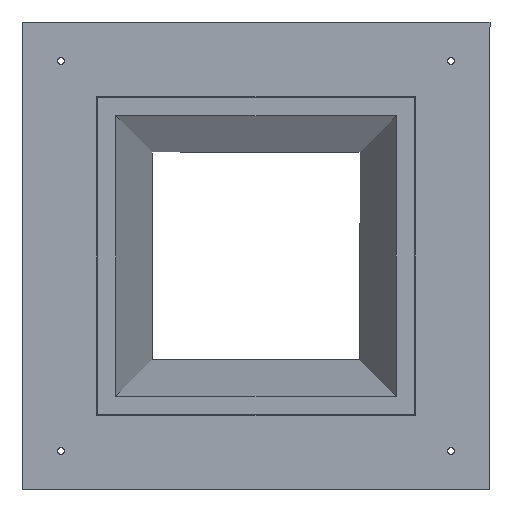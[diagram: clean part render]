
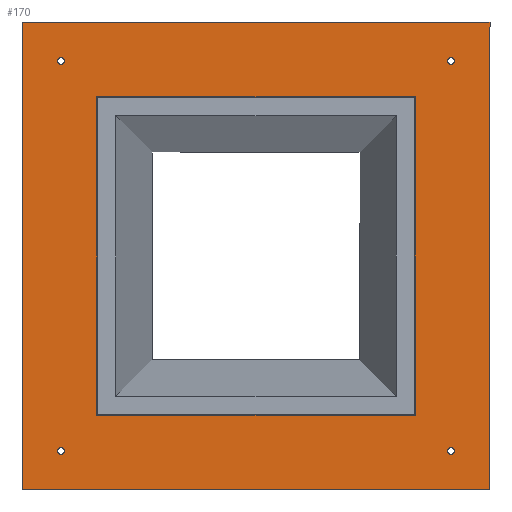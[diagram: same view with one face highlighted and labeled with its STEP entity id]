
A CAD part, front view. The second image highlights one B-rep face of the part: STEP entity #170.
In plain terms, the highlighted planar face has unit normal (0, -1, 0).
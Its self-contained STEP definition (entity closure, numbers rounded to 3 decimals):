
#119 = EDGE_CURVE ( 'NONE', #120, #522, #741, .T. ) ;
#120 = VERTEX_POINT ( 'NONE', #800 ) ;
#167 = VERTEX_POINT ( 'NONE', #839 ) ;
#168 = VERTEX_POINT ( 'NONE', #838 ) ;
#170 = ADVANCED_FACE ( 'NONE', ( #837, #836, #835, #834, #898, #897 ), #896, .T. ) ;
#171 = EDGE_LOOP ( 'NONE', ( #172, #173 ) ) ;
#172 = ORIENTED_EDGE ( 'NONE', *, *, #520, .T. ) ;
#173 = ORIENTED_EDGE ( 'NONE', *, *, #174, .T. ) ;
#174 = EDGE_CURVE ( 'NONE', #502, #518, #894, .T. ) ;
#175 = EDGE_LOOP ( 'NONE', ( #176, #177 ) ) ;
#176 = ORIENTED_EDGE ( 'NONE', *, *, #1510, .T. ) ;
#177 = ORIENTED_EDGE ( 'NONE', *, *, #178, .T. ) ;
#178 = EDGE_CURVE ( 'NONE', #1507, #1503, #886, .T. ) ;
#179 = EDGE_LOOP ( 'NONE', ( #180, #238, #241, #244 ) ) ;
#180 = ORIENTED_EDGE ( 'NONE', *, *, #181, .T. ) ;
#181 = EDGE_CURVE ( 'NONE', #236, #237, #881, .T. ) ;
#208 = ORIENTED_EDGE ( 'NONE', *, *, #209, .T. ) ;
#209 = EDGE_CURVE ( 'NONE', #516, #506, #959, .T. ) ;
#223 = ORIENTED_EDGE ( 'NONE', *, *, #224, .F. ) ;
#224 = EDGE_CURVE ( 'NONE', #168, #249, #990, .T. ) ;
#225 = ORIENTED_EDGE ( 'NONE', *, *, #226, .F. ) ;
#226 = EDGE_CURVE ( 'NONE', #227, #168, #986, .T. ) ;
#227 = VERTEX_POINT ( 'NONE', #982 ) ;
#228 = ORIENTED_EDGE ( 'NONE', *, *, #229, .F. ) ;
#229 = EDGE_CURVE ( 'NONE', #167, #227, #981, .T. ) ;
#230 = EDGE_LOOP ( 'NONE', ( #231, #232 ) ) ;
#231 = ORIENTED_EDGE ( 'NONE', *, *, #119, .T. ) ;
#232 = ORIENTED_EDGE ( 'NONE', *, *, #233, .T. ) ;
#233 = EDGE_CURVE ( 'NONE', #522, #120, #977, .T. ) ;
#234 = EDGE_LOOP ( 'NONE', ( #235, #208 ) ) ;
#235 = ORIENTED_EDGE ( 'NONE', *, *, #511, .T. ) ;
#236 = VERTEX_POINT ( 'NONE', #972 ) ;
#237 = VERTEX_POINT ( 'NONE', #971 ) ;
#238 = ORIENTED_EDGE ( 'NONE', *, *, #239, .T. ) ;
#239 = EDGE_CURVE ( 'NONE', #237, #240, #970, .T. ) ;
#240 = VERTEX_POINT ( 'NONE', #966 ) ;
#241 = ORIENTED_EDGE ( 'NONE', *, *, #242, .T. ) ;
#242 = EDGE_CURVE ( 'NONE', #240, #243, #965, .T. ) ;
#243 = VERTEX_POINT ( 'NONE', #961 ) ;
#244 = ORIENTED_EDGE ( 'NONE', *, *, #245, .T. ) ;
#245 = EDGE_CURVE ( 'NONE', #243, #236, #1019, .T. ) ;
#246 = EDGE_LOOP ( 'NONE', ( #247, #223, #225, #228 ) ) ;
#247 = ORIENTED_EDGE ( 'NONE', *, *, #248, .F. ) ;
#248 = EDGE_CURVE ( 'NONE', #249, #167, #1015, .T. ) ;
#249 = VERTEX_POINT ( 'NONE', #1011 ) ;
#502 = VERTEX_POINT ( 'NONE', #1340 ) ;
#506 = VERTEX_POINT ( 'NONE', #1392 ) ;
#511 = EDGE_CURVE ( 'NONE', #506, #516, #1377, .T. ) ;
#516 = VERTEX_POINT ( 'NONE', #1371 ) ;
#518 = VERTEX_POINT ( 'NONE', #1370 ) ;
#520 = EDGE_CURVE ( 'NONE', #518, #502, #1369, .T. ) ;
#522 = VERTEX_POINT ( 'NONE', #1427 ) ;
#737 = DIRECTION ( 'NONE',  ( 0., 0., 1. ) ) ;
#738 = DIRECTION ( 'NONE',  ( 0., 1., 0. ) ) ;
#739 = CARTESIAN_POINT ( 'NONE',  ( 375., 0., 375. ) ) ;
#740 = AXIS2_PLACEMENT_3D ( 'NONE', #739, #738, #737 ) ;
#741 = CIRCLE ( 'NONE', #740, 6.5 ) ;
#800 = CARTESIAN_POINT ( 'NONE',  ( 375., 0., 368.5 ) ) ;
#834 = FACE_BOUND ( 'NONE', #246, .T. ) ;
#835 = FACE_OUTER_BOUND ( 'NONE', #179, .T. ) ;
#836 = FACE_BOUND ( 'NONE', #175, .T. ) ;
#837 = FACE_BOUND ( 'NONE', #171, .T. ) ;
#838 = CARTESIAN_POINT ( 'NONE',  ( -305., 0., 305. ) ) ;
#839 = CARTESIAN_POINT ( 'NONE',  ( 305., 0., -305. ) ) ;
#878 = DIRECTION ( 'NONE',  ( 0., 0., -1. ) ) ;
#879 = VECTOR ( 'NONE', #878, 1000. ) ;
#880 = CARTESIAN_POINT ( 'NONE',  ( -450., 0., 950. ) ) ;
#881 = LINE ( 'NONE', #880, #879 ) ;
#882 = DIRECTION ( 'NONE',  ( 0., 0., 1. ) ) ;
#883 = DIRECTION ( 'NONE',  ( 0., 1., 0. ) ) ;
#884 = CARTESIAN_POINT ( 'NONE',  ( -375., 0., 375. ) ) ;
#885 = AXIS2_PLACEMENT_3D ( 'NONE', #884, #883, #882 ) ;
#886 = CIRCLE ( 'NONE', #885, 6.5 ) ;
#887 = DIRECTION ( 'NONE',  ( 0., 0., 1. ) ) ;
#888 = DIRECTION ( 'NONE',  ( 0., 1., 0. ) ) ;
#889 = CARTESIAN_POINT ( 'NONE',  ( 375., 0., -375. ) ) ;
#890 = AXIS2_PLACEMENT_3D ( 'NONE', #889, #888, #887 ) ;
#891 = DIRECTION ( 'NONE',  ( 0., 0., -1. ) ) ;
#892 = DIRECTION ( 'NONE',  ( 0., -1., 0. ) ) ;
#893 = CARTESIAN_POINT ( 'NONE',  ( -305., 0., 950. ) ) ;
#894 = CIRCLE ( 'NONE', #890, 6.5 ) ;
#895 = AXIS2_PLACEMENT_3D ( 'NONE', #893, #892, #891 ) ;
#896 = PLANE ( 'NONE',  #895 ) ;
#897 = FACE_BOUND ( 'NONE', #234, .T. ) ;
#898 = FACE_BOUND ( 'NONE', #230, .T. ) ;
#955 = DIRECTION ( 'NONE',  ( 0., 0., 1. ) ) ;
#956 = DIRECTION ( 'NONE',  ( 0., 1., 0. ) ) ;
#957 = CARTESIAN_POINT ( 'NONE',  ( -375., 0., -375. ) ) ;
#958 = AXIS2_PLACEMENT_3D ( 'NONE', #957, #956, #955 ) ;
#959 = CIRCLE ( 'NONE', #958, 6.5 ) ;
#961 = CARTESIAN_POINT ( 'NONE',  ( 450., 0., 450. ) ) ;
#962 = DIRECTION ( 'NONE',  ( 0., 0., 1. ) ) ;
#963 = VECTOR ( 'NONE', #962, 1000. ) ;
#964 = CARTESIAN_POINT ( 'NONE',  ( 450., 0., -950. ) ) ;
#965 = LINE ( 'NONE', #964, #963 ) ;
#966 = CARTESIAN_POINT ( 'NONE',  ( 450., 0., -450. ) ) ;
#967 = DIRECTION ( 'NONE',  ( 1., 0., 0. ) ) ;
#968 = VECTOR ( 'NONE', #967, 1000. ) ;
#969 = CARTESIAN_POINT ( 'NONE',  ( -950., 0., -450. ) ) ;
#970 = LINE ( 'NONE', #969, #968 ) ;
#971 = CARTESIAN_POINT ( 'NONE',  ( -450., 0., -450. ) ) ;
#972 = CARTESIAN_POINT ( 'NONE',  ( -450., 0., 450. ) ) ;
#973 = DIRECTION ( 'NONE',  ( 0., 0., 1. ) ) ;
#974 = DIRECTION ( 'NONE',  ( 0., 1., 0. ) ) ;
#975 = CARTESIAN_POINT ( 'NONE',  ( 375., 0., 375. ) ) ;
#976 = AXIS2_PLACEMENT_3D ( 'NONE', #975, #974, #973 ) ;
#977 = CIRCLE ( 'NONE', #976, 6.5 ) ;
#978 = DIRECTION ( 'NONE',  ( 0., 0., 1. ) ) ;
#979 = VECTOR ( 'NONE', #978, 1000. ) ;
#980 = CARTESIAN_POINT ( 'NONE',  ( 305., 0., -950. ) ) ;
#981 = LINE ( 'NONE', #980, #979 ) ;
#982 = CARTESIAN_POINT ( 'NONE',  ( 305., 0., 305. ) ) ;
#983 = DIRECTION ( 'NONE',  ( -1., 0., 0. ) ) ;
#984 = VECTOR ( 'NONE', #983, 1000. ) ;
#985 = CARTESIAN_POINT ( 'NONE',  ( 950., 0., 305. ) ) ;
#986 = LINE ( 'NONE', #985, #984 ) ;
#987 = DIRECTION ( 'NONE',  ( 0., 0., -1. ) ) ;
#988 = VECTOR ( 'NONE', #987, 1000. ) ;
#989 = CARTESIAN_POINT ( 'NONE',  ( -305., 0., 950. ) ) ;
#990 = LINE ( 'NONE', #989, #988 ) ;
#1011 = CARTESIAN_POINT ( 'NONE',  ( -305., 0., -305. ) ) ;
#1012 = DIRECTION ( 'NONE',  ( 1., 0., 0. ) ) ;
#1013 = VECTOR ( 'NONE', #1012, 1000. ) ;
#1014 = CARTESIAN_POINT ( 'NONE',  ( -950., 0., -305. ) ) ;
#1015 = LINE ( 'NONE', #1014, #1013 ) ;
#1016 = DIRECTION ( 'NONE',  ( -1., 0., 0. ) ) ;
#1017 = VECTOR ( 'NONE', #1016, 1000. ) ;
#1018 = CARTESIAN_POINT ( 'NONE',  ( 950., 0., 450. ) ) ;
#1019 = LINE ( 'NONE', #1018, #1017 ) ;
#1340 = CARTESIAN_POINT ( 'NONE',  ( 375., 0., -368.5 ) ) ;
#1369 = CIRCLE ( 'NONE', #1431, 6.5 ) ;
#1370 = CARTESIAN_POINT ( 'NONE',  ( 375., 0., -381.5 ) ) ;
#1371 = CARTESIAN_POINT ( 'NONE',  ( -375., 0., -368.5 ) ) ;
#1373 = DIRECTION ( 'NONE',  ( 0., 0., 1. ) ) ;
#1374 = DIRECTION ( 'NONE',  ( 0., 1., 0. ) ) ;
#1375 = CARTESIAN_POINT ( 'NONE',  ( -375., 0., -375. ) ) ;
#1376 = AXIS2_PLACEMENT_3D ( 'NONE', #1375, #1374, #1373 ) ;
#1377 = CIRCLE ( 'NONE', #1376, 6.5 ) ;
#1392 = CARTESIAN_POINT ( 'NONE',  ( -375., 0., -381.5 ) ) ;
#1427 = CARTESIAN_POINT ( 'NONE',  ( 375., 0., 381.5 ) ) ;
#1428 = DIRECTION ( 'NONE',  ( 0., 0., 1. ) ) ;
#1429 = DIRECTION ( 'NONE',  ( 0., 1., 0. ) ) ;
#1430 = CARTESIAN_POINT ( 'NONE',  ( 375., 0., -375. ) ) ;
#1431 = AXIS2_PLACEMENT_3D ( 'NONE', #1430, #1429, #1428 ) ;
#1449 = DIRECTION ( 'NONE',  ( 0., 0., 1. ) ) ;
#1450 = DIRECTION ( 'NONE',  ( 0., 1., 0. ) ) ;
#1451 = CARTESIAN_POINT ( 'NONE',  ( -375., 0., 375. ) ) ;
#1452 = AXIS2_PLACEMENT_3D ( 'NONE', #1451, #1450, #1449 ) ;
#1453 = CIRCLE ( 'NONE', #1452, 6.5 ) ;
#1454 = CARTESIAN_POINT ( 'NONE',  ( -375., 0., 381.5 ) ) ;
#1455 = CARTESIAN_POINT ( 'NONE',  ( -375., 0., 368.5 ) ) ;
#1503 = VERTEX_POINT ( 'NONE', #1455 ) ;
#1507 = VERTEX_POINT ( 'NONE', #1454 ) ;
#1510 = EDGE_CURVE ( 'NONE', #1503, #1507, #1453, .T. ) ;
